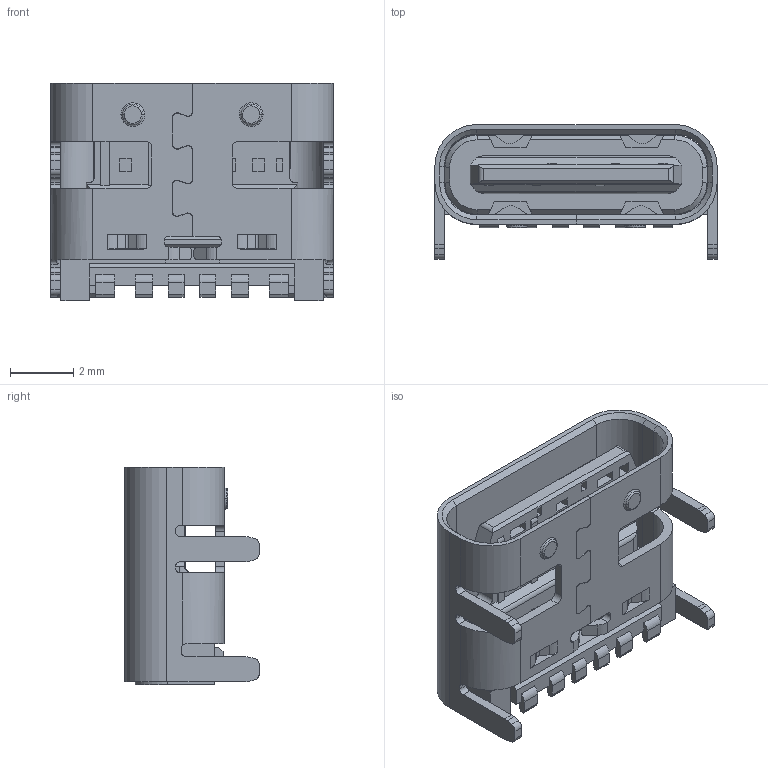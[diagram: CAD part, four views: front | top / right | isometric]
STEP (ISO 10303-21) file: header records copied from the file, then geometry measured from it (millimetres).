
FILE_DESCRIPTION(/* description */ ('STEP AP214'),/* implementation_level */ '2;1');
FILE_NAME(/* name */ 'USB4125-GF-A',/* time_stamp */ '2023-07-05T01:51:49+02:00',/* author */ ('License CC BY-ND 4.0'),/* organization */ ('CADENAS'),/* preprocessor_version */ 'ST-DEVELOPER v19.3',/* originating_system */ 'PARTsolutions',/* authorisation */ ' ');
FILE_SCHEMA (('AUTOMOTIVE_DESIGN {1 0 10303 214 3 1 1}'));
Length unit declared in the file: millimetre
Products named in the file (2): USB4125-GF-A; USB4125-GF-A_PART1
Assembly tree (1 placements, depth 2):
  USB4125-GF-A
    USB4125-GF-A_PART1
Bounding box: 8.94 x 4.26 x 6.9 mm (x, y, z)
Volume: 90.5 mm3; surface area: 450.6 mm2
Topology: 1 solids, 1 shells, 674 faces, 1943 edges, 1266 vertices
Faces by surface type: plane 491, cylinder 155, cone 18, bspline 10
Full cylindrical faces by diameter (mm): 0.05 x2
Entity records: 27084 total; most frequent: CARTESIAN_POINT 4359, ORIENTED_EDGE 3882, DIRECTION 3584, EDGE_CURVE 1941, LINE 1550, VECTOR 1550, VERTEX_POINT 1266, AXIS2_PLACEMENT_3D 1017
